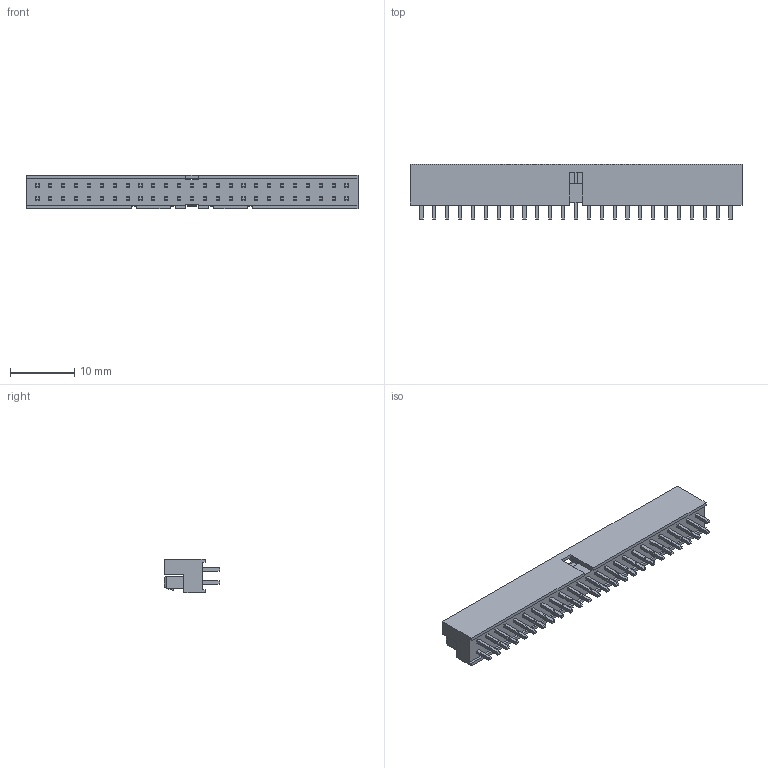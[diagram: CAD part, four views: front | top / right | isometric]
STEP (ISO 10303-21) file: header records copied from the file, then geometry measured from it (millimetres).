
FILE_DESCRIPTION(/* description */ ('STEP AP214'),/* implementation_level */ '2;1');
FILE_NAME(/* name */ 'LS2-125-01-L-D',/* time_stamp */ '2024-08-11T02:07:51+02:00',/* author */ ('License CC BY-ND 4.0'),/* organization */ ('CADENAS'),/* preprocessor_version */ 'ST-DEVELOPER v19.3',/* originating_system */ 'PARTsolutions',/* authorisation */ ' ');
FILE_SCHEMA (('AUTOMOTIVE_DESIGN {1 0 10303 214 3 1 1}'));
Length unit declared in the file: inch
Products named in the file (3): LS2-125-01-L-D; LS2-125-01-D_strip; T-1S13-25-01-D
Assembly tree (2 placements, depth 2):
  LS2-125-01-L-D
    LS2-125-01-D_strip
    T-1S13-25-01-D
Bounding box: 51.54 x 8.64 x 5.27 mm (x, y, z)
Volume: 1242 mm3; surface area: 3052.7 mm2
Topology: 2 solids, 2 shells, 1056 faces, 3102 edges, 2000 vertices
Faces by surface type: plane 1055, cylinder 1
Entity records: 34454 total; most frequent: ORIENTED_EDGE 6204, CARTESIAN_POINT 6161, DIRECTION 5222, EDGE_CURVE 3102, LINE 3100, VECTOR 3100, VERTEX_POINT 2000, EDGE_LOOP 1156
